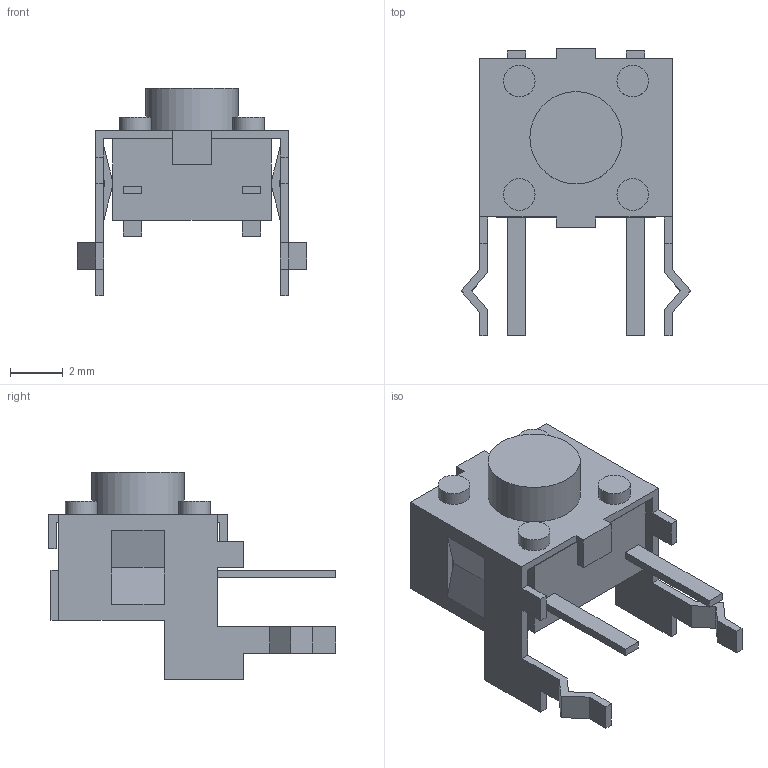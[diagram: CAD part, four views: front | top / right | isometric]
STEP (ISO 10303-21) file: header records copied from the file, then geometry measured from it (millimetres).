
FILE_DESCRIPTION(/* description */ (''),/* implementation_level */ '2;1');
FILE_NAME(/* name */ 'B3F-3120.step',/* time_stamp */ '2020-12-10T12:40:15+08:00',/* author */ (''),/* organization */ (''),/* preprocessor_version */ 'ST-DEVELOPER v18.1',/* originating_system */ 'Autodesk Translation Framework v9.7.0.1280',/* authorisation */ '');
FILE_SCHEMA (('AUTOMOTIVE_DESIGN { 1 0 10303 214 3 1 1 }'));
Length unit declared in the file: millimetre
Products named in the file (3): B3F-3120--3DModel-STEP-273799; B3F_3120_BUTTON; B3F_3120_BASE
Assembly tree (2 placements, depth 2):
  B3F-3120--3DModel-STEP-273799
    B3F_3120_BUTTON
    B3F_3120_BASE
Bounding box: 8.7 x 10.9 x 7.85 mm (x, y, z)
Volume: 151.1 mm3; surface area: 460.7 mm2
Topology: 2 solids, 2 shells, 117 faces, 312 edges, 204 vertices
Faces by surface type: plane 109, cylinder 8
Full cylindrical faces by diameter (mm): 1.2 x4, 3.5 x2
Entity records: 3733 total; most frequent: CARTESIAN_POINT 639, ORIENTED_EDGE 624, DIRECTION 574, EDGE_CURVE 312, LINE 296, VECTOR 296, VERTEX_POINT 204, AXIS2_PLACEMENT_3D 139
